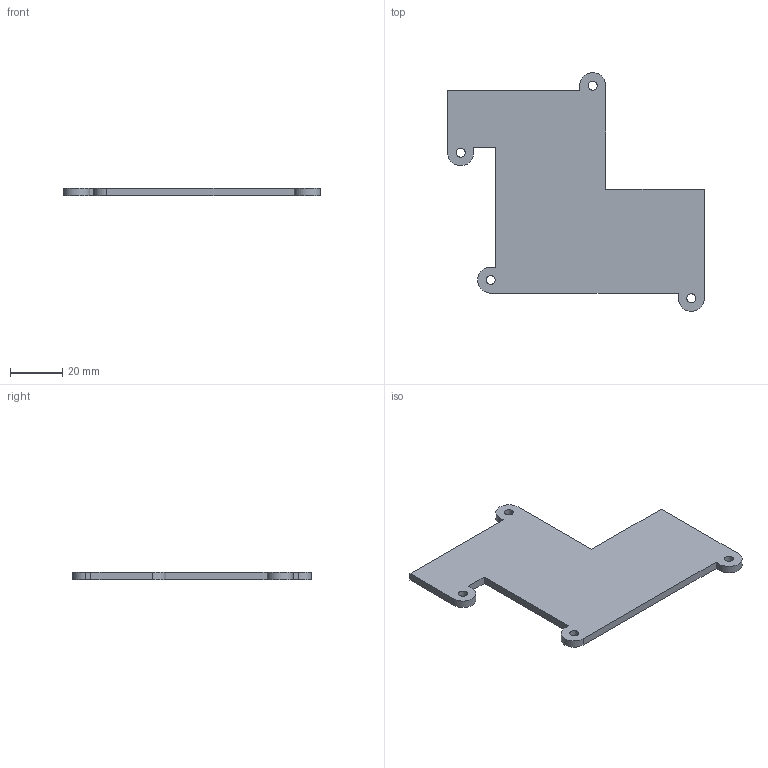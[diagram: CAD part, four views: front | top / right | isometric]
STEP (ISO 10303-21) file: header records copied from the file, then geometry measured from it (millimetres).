
FILE_DESCRIPTION(/* description */ (''),/* implementation_level */ '2;1');
FILE_NAME(/* name */ 'CASE_BOTTOM.step',/* time_stamp */ '2026-02-01T23:27:53+05:30',/* author */ (''),/* organization */ (''),/* preprocessor_version */ 'ST-DEVELOPER v20.1',/* originating_system */ 'Autodesk Translation Framework v14.24.0.0',/* authorisation */ '');
FILE_SCHEMA (('AUTOMOTIVE_DESIGN { 1 0 10303 214 3 1 1 }'));
Length unit declared in the file: millimetre
Products named in the file (1): 2026-02-01-22-37-52-290
Bounding box: 98.34 x 91.47 x 3 mm (x, y, z)
Volume: 15909.3 mm3; surface area: 12318 mm2
Topology: 1 solids, 1 shells, 215 faces, 591 edges, 394 vertices
Faces by surface type: plane 139, bspline 68, cylinder 8
Full cylindrical faces by diameter (mm): 3.4 x4
Entity records: 7430 total; most frequent: CARTESIAN_POINT 2357, ORIENTED_EDGE 1182, DIRECTION 767, EDGE_CURVE 591, LINE 439, VECTOR 439, VERTEX_POINT 394, EDGE_LOOP 239
